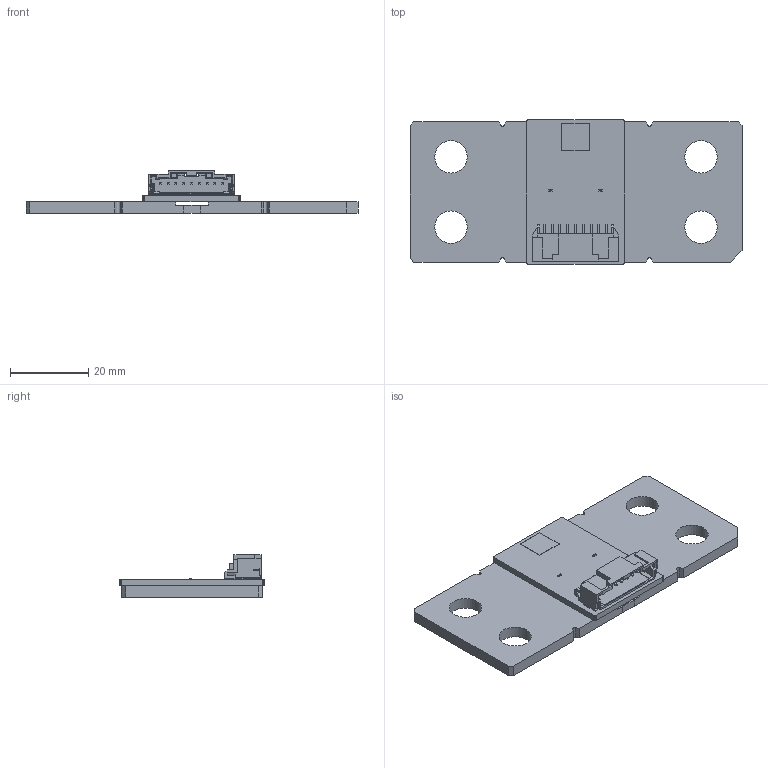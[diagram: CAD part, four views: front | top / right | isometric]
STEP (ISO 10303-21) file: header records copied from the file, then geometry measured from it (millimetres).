
FILE_DESCRIPTION (( 'STEP AP214' ), '1' );
FILE_NAME ('PCBS8536P050T1SN00.STEP', '2023-02-23T06:38:01', ( '' ), ( '' ), 'SwSTEP 2.0', 'SolidWorks 2014', '' );
FILE_SCHEMA (( 'AUTOMOTIVE_DESIGN' ));
Length unit declared in the file: millimetre
Products named in the file (13): NTC1; Board; SR1; SHUNT8536[25u次]_D8.3_Ni; P1; PCBS8536P050T1SN00; 5023520900; Free-Models; R0402; Open CASCADE STEP translator 6.2 1.2.1.1; Extruded; 700740592; NTC2
Assembly tree (13 placements, depth 4):
  PCBS8536P050T1SN00
    Board
    P1
      5023520900
        Open CASCADE STEP translator 6.2 1.2.1.1
    SR1
      SHUNT8536[25u次]_D8.3_Ni
    NTC1
      R0402
    NTC2
      R0402
    Free-Models
      700740592
        Extruded
Bounding box: 85 x 37.02 x 10.9 mm (x, y, z)
Volume: 10129.8 mm3; surface area: 10423.5 mm2
Topology: 12 solids, 12 shells, 624 faces, 1643 edges, 1046 vertices
Faces by surface type: plane 530, cylinder 56, bspline 38
Full cylindrical faces by diameter (mm): 8.3 x4
Entity records: 20321 total; most frequent: CARTESIAN_POINT 4750, ORIENTED_EDGE 2874, DIRECTION 2577, EDGE_CURVE 1437, VECTOR 1343, LINE 1343, VERTEX_POINT 930, AXIS2_PLACEMENT_3D 617
